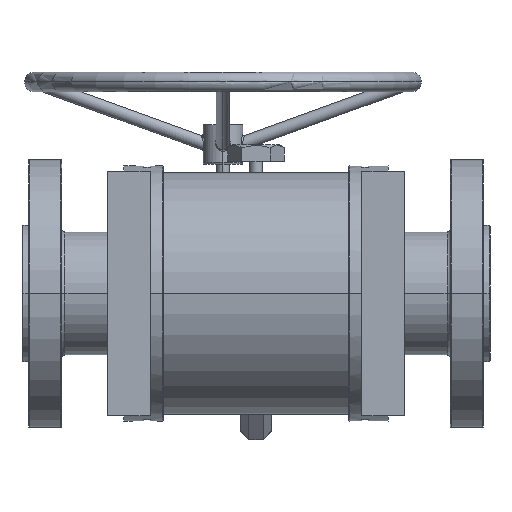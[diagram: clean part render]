
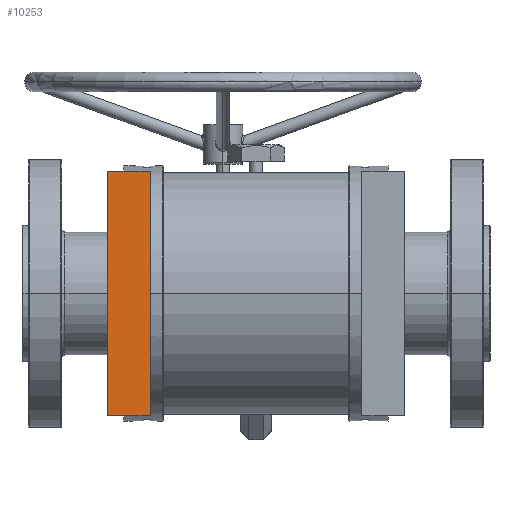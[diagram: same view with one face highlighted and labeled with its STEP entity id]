
A CAD part, front view. The second image highlights one B-rep face of the part: STEP entity #10253.
In plain terms, the highlighted planar face has unit normal (0, -1, 0).
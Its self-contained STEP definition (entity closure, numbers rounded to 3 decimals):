
#1106 = ORIENTED_EDGE ( 'NONE', *, *, #1817, .F. ) ;
#1547 = VECTOR ( 'NONE', #19557, 1000. ) ;
#1817 = EDGE_CURVE ( 'NONE', #3256, #20421, #1974, .T. ) ;
#1974 = LINE ( 'NONE', #18873, #1547 ) ;
#2081 = CARTESIAN_POINT ( 'NONE',  ( -160., -299., -185. ) ) ;
#2718 = ORIENTED_EDGE ( 'NONE', *, *, #5978, .F. ) ;
#3002 = CARTESIAN_POINT ( 'NONE',  ( -225., -299., -185. ) ) ;
#3256 = VERTEX_POINT ( 'NONE', #9382 ) ;
#3340 = FACE_OUTER_BOUND ( 'NONE', #6629, .T. ) ;
#3567 = DIRECTION ( 'NONE',  ( 1., 0., 0. ) ) ;
#5487 = DIRECTION ( 'NONE',  ( 0., 0., 1. ) ) ;
#5978 = EDGE_CURVE ( 'NONE', #10409, #3256, #18089, .T. ) ;
#6629 = EDGE_LOOP ( 'NONE', ( #15764, #23828, #1106, #2718 ) ) ;
#7222 = PLANE ( 'NONE',  #23415 ) ;
#9382 = CARTESIAN_POINT ( 'NONE',  ( -225., -299., 185. ) ) ;
#9437 = DIRECTION ( 'NONE',  ( 0., 1., 0. ) ) ;
#10253 = ADVANCED_FACE ( 'NONE', ( #3340 ), #7222, .F. ) ;
#10409 = VERTEX_POINT ( 'NONE', #24324 ) ;
#10590 = EDGE_CURVE ( 'NONE', #10409, #25568, #18650, .T. ) ;
#11024 = CARTESIAN_POINT ( 'NONE',  ( -160., -299., -185. ) ) ;
#11219 = CARTESIAN_POINT ( 'NONE',  ( -160., -299., 185. ) ) ;
#14707 = DIRECTION ( 'NONE',  ( 0., 0., 1. ) ) ;
#15678 = VECTOR ( 'NONE', #14707, 1000. ) ;
#15764 = ORIENTED_EDGE ( 'NONE', *, *, #10590, .T. ) ;
#16175 = CARTESIAN_POINT ( 'NONE',  ( -200., -299., -185. ) ) ;
#18013 = DIRECTION ( 'NONE',  ( 0., 0., 1. ) ) ;
#18089 = LINE ( 'NONE', #3002, #23359 ) ;
#18145 = CARTESIAN_POINT ( 'NONE',  ( -200., -299., 0. ) ) ;
#18650 = LINE ( 'NONE', #16175, #22502 ) ;
#18873 = CARTESIAN_POINT ( 'NONE',  ( -200., -299., 185. ) ) ;
#19557 = DIRECTION ( 'NONE',  ( 1., 0., 0. ) ) ;
#20421 = VERTEX_POINT ( 'NONE', #11219 ) ;
#21589 = LINE ( 'NONE', #2081, #15678 ) ;
#22502 = VECTOR ( 'NONE', #3567, 1000. ) ;
#23359 = VECTOR ( 'NONE', #5487, 1000. ) ;
#23415 = AXIS2_PLACEMENT_3D ( 'NONE', #18145, #9437, #18013 ) ;
#23828 = ORIENTED_EDGE ( 'NONE', *, *, #26136, .T. ) ;
#24324 = CARTESIAN_POINT ( 'NONE',  ( -225., -299., -185. ) ) ;
#25568 = VERTEX_POINT ( 'NONE', #11024 ) ;
#26136 = EDGE_CURVE ( 'NONE', #25568, #20421, #21589, .T. ) ;
